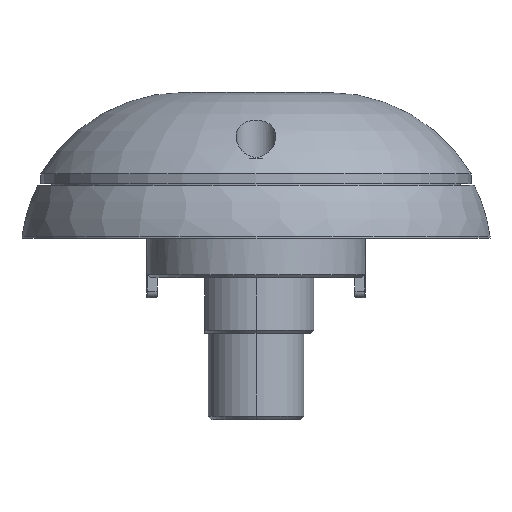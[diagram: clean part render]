
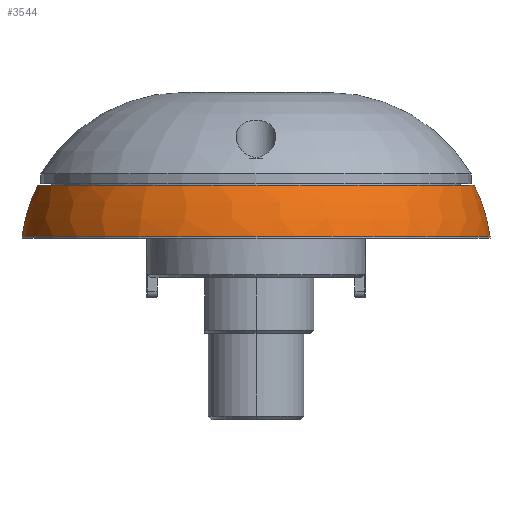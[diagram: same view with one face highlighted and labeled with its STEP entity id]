
A CAD part, front view. The second image highlights one B-rep face of the part: STEP entity #3544.
In plain terms, the highlighted toroidal (fillet/blend) face has major radius 10.966 mm and minor radius 24.593 mm.
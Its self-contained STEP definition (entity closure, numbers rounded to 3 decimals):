
#194 = DIRECTION ( 'NONE',  ( 1., 0., 0. ) ) ;
#202 = DIRECTION ( 'NONE',  ( 0., 0., 1. ) ) ;
#207 = CARTESIAN_POINT ( 'NONE',  ( 0., 0., 0. ) ) ;
#407 = EDGE_CURVE ( 'NONE', #3731, #4046, #4308, .T. ) ;
#1029 = DIRECTION ( 'NONE',  ( -1., 0., 0. ) ) ;
#1063 = EDGE_CURVE ( 'NONE', #4100, #3275, #4782, .T. ) ;
#1135 = DIRECTION ( 'NONE',  ( 1., 0., 0. ) ) ;
#1141 = DIRECTION ( 'NONE',  ( 0., 0., 1. ) ) ;
#1147 = CARTESIAN_POINT ( 'NONE',  ( 0., 0., -7.8 ) ) ;
#1174 = DIRECTION ( 'NONE',  ( 0., 0., -1. ) ) ;
#1294 = CARTESIAN_POINT ( 'NONE',  ( -32.962, 0., 0. ) ) ;
#1367 = AXIS2_PLACEMENT_3D ( 'NONE', #1769, #1573, #1174 ) ;
#1573 = DIRECTION ( 'NONE',  ( 0., -1., 0. ) ) ;
#1769 = CARTESIAN_POINT ( 'NONE',  ( 10.966, 0., -11. ) ) ;
#2265 = CIRCLE ( 'NONE', #6503, 35.35 ) ;
#2547 = ORIENTED_EDGE ( 'NONE', *, *, #5434, .F. ) ;
#2615 = CIRCLE ( 'NONE', #5695, 32.962 ) ;
#2773 = DIRECTION ( 'NONE',  ( 0., 1., 0. ) ) ;
#3275 = VERTEX_POINT ( 'NONE', #1294 ) ;
#3439 = EDGE_LOOP ( 'NONE', ( #5032, #3570, #4628, #2547 ) ) ;
#3544 = ADVANCED_FACE ( 'NONE', ( #5858 ), #4636, .T. ) ;
#3570 = ORIENTED_EDGE ( 'NONE', *, *, #5237, .T. ) ;
#3714 = AXIS2_PLACEMENT_3D ( 'NONE', #4719, #2773, #1029 ) ;
#3731 = VERTEX_POINT ( 'NONE', #5529 ) ;
#4046 = VERTEX_POINT ( 'NONE', #4642 ) ;
#4100 = VERTEX_POINT ( 'NONE', #4508 ) ;
#4261 = AXIS2_PLACEMENT_3D ( 'NONE', #6115, #6059, #6031 ) ;
#4308 = CIRCLE ( 'NONE', #1367, 24.593 ) ;
#4508 = CARTESIAN_POINT ( 'NONE',  ( -35.35, 0., -7.8 ) ) ;
#4628 = ORIENTED_EDGE ( 'NONE', *, *, #407, .T. ) ;
#4636 = TOROIDAL_SURFACE ( 'NONE', #4261, 10.966, 24.593 ) ;
#4642 = CARTESIAN_POINT ( 'NONE',  ( 32.962, 0., 0. ) ) ;
#4719 = CARTESIAN_POINT ( 'NONE',  ( -10.966, 0., -11. ) ) ;
#4782 = CIRCLE ( 'NONE', #3714, 24.593 ) ;
#5032 = ORIENTED_EDGE ( 'NONE', *, *, #1063, .F. ) ;
#5237 = EDGE_CURVE ( 'NONE', #4100, #3731, #2265, .T. ) ;
#5434 = EDGE_CURVE ( 'NONE', #3275, #4046, #2615, .T. ) ;
#5529 = CARTESIAN_POINT ( 'NONE',  ( 35.35, 0., -7.8 ) ) ;
#5695 = AXIS2_PLACEMENT_3D ( 'NONE', #207, #202, #194 ) ;
#5858 = FACE_OUTER_BOUND ( 'NONE', #3439, .T. ) ;
#6031 = DIRECTION ( 'NONE',  ( 1., 0., 0. ) ) ;
#6059 = DIRECTION ( 'NONE',  ( 0., 0., 1. ) ) ;
#6115 = CARTESIAN_POINT ( 'NONE',  ( 0., 0., -11. ) ) ;
#6503 = AXIS2_PLACEMENT_3D ( 'NONE', #1147, #1141, #1135 ) ;
